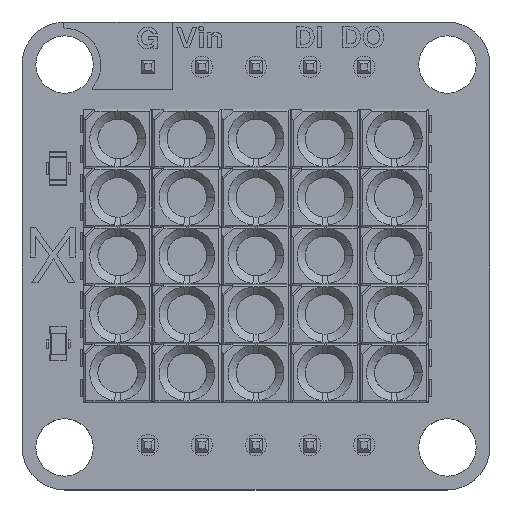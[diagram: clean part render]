
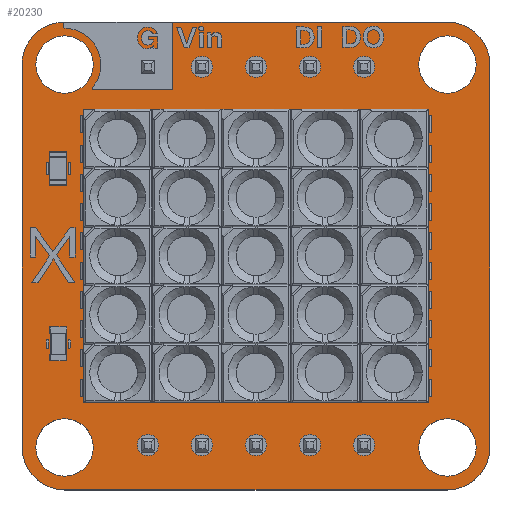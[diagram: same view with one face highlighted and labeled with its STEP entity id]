
A CAD part, top view. The second image highlights one B-rep face of the part: STEP entity #20230.
In plain terms, the highlighted planar face has unit normal (0, 0, 1).
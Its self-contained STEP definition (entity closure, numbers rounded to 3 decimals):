
#19927 = VERTEX_POINT('',#19928);
#19928 = CARTESIAN_POINT('',(9.,11.,1.51));
#19934 = EDGE_CURVE('',#19927,#19935,#19937,.T.);
#19935 = VERTEX_POINT('',#19936);
#19936 = CARTESIAN_POINT('',(11.,9.,1.51));
#19937 = CIRCLE('',#19938,2.);
#19938 = AXIS2_PLACEMENT_3D('',#19939,#19940,#19941);
#19939 = CARTESIAN_POINT('',(9.,9.,1.51));
#19940 = DIRECTION('',(0.,0.,-1.));
#19941 = DIRECTION('',(0.,1.,0.));
#19969 = VERTEX_POINT('',#19970);
#19970 = CARTESIAN_POINT('',(-8.991,11.,1.51));
#19976 = EDGE_CURVE('',#19969,#19927,#19977,.T.);
#19977 = LINE('',#19978,#19979);
#19978 = CARTESIAN_POINT('',(-8.991,11.,1.51));
#19979 = VECTOR('',#19980,1.);
#19980 = DIRECTION('',(1.,0.,0.));
#19998 = EDGE_CURVE('',#19935,#19999,#20001,.T.);
#19999 = VERTEX_POINT('',#20000);
#20000 = CARTESIAN_POINT('',(11.,-9.,1.51));
#20001 = LINE('',#20002,#20003);
#20002 = CARTESIAN_POINT('',(11.,9.,1.51));
#20003 = VECTOR('',#20004,1.);
#20004 = DIRECTION('',(0.,-1.,0.));
#20230 = ADVANCED_FACE('',(#20231,#20277,#20288,#20299,#20310,#20321,
    #20332,#20343,#20354,#20365,#20376,#20387,#20398,#20409,#20420),
  #20431,.T.);
#20231 = FACE_BOUND('',#20232,.T.);
#20232 = EDGE_LOOP('',(#20233,#20234,#20235,#20244,#20252,#20261,#20269,
    #20276));
#20233 = ORIENTED_EDGE('',*,*,#19934,.F.);
#20234 = ORIENTED_EDGE('',*,*,#19976,.F.);
#20235 = ORIENTED_EDGE('',*,*,#20236,.F.);
#20236 = EDGE_CURVE('',#20237,#19969,#20239,.T.);
#20237 = VERTEX_POINT('',#20238);
#20238 = CARTESIAN_POINT('',(-11.,9.,1.51));
#20239 = CIRCLE('',#20240,2.);
#20240 = AXIS2_PLACEMENT_3D('',#20241,#20242,#20243);
#20241 = CARTESIAN_POINT('',(-9.,9.,1.51));
#20242 = DIRECTION('',(0.,0.,-1.));
#20243 = DIRECTION('',(-1.,0.,-0.));
#20244 = ORIENTED_EDGE('',*,*,#20245,.F.);
#20245 = EDGE_CURVE('',#20246,#20237,#20248,.T.);
#20246 = VERTEX_POINT('',#20247);
#20247 = CARTESIAN_POINT('',(-11.,-9.,1.51));
#20248 = LINE('',#20249,#20250);
#20249 = CARTESIAN_POINT('',(-11.,-9.,1.51));
#20250 = VECTOR('',#20251,1.);
#20251 = DIRECTION('',(0.,1.,0.));
#20252 = ORIENTED_EDGE('',*,*,#20253,.F.);
#20253 = EDGE_CURVE('',#20254,#20246,#20256,.T.);
#20254 = VERTEX_POINT('',#20255);
#20255 = CARTESIAN_POINT('',(-9.,-11.,1.51));
#20256 = CIRCLE('',#20257,2.);
#20257 = AXIS2_PLACEMENT_3D('',#20258,#20259,#20260);
#20258 = CARTESIAN_POINT('',(-9.,-9.,1.51));
#20259 = DIRECTION('',(0.,0.,-1.));
#20260 = DIRECTION('',(0.,-1.,0.));
#20261 = ORIENTED_EDGE('',*,*,#20262,.F.);
#20262 = EDGE_CURVE('',#20263,#20254,#20265,.T.);
#20263 = VERTEX_POINT('',#20264);
#20264 = CARTESIAN_POINT('',(9.,-11.,1.51));
#20265 = LINE('',#20266,#20267);
#20266 = CARTESIAN_POINT('',(9.,-11.,1.51));
#20267 = VECTOR('',#20268,1.);
#20268 = DIRECTION('',(-1.,0.,0.));
#20269 = ORIENTED_EDGE('',*,*,#20270,.F.);
#20270 = EDGE_CURVE('',#19999,#20263,#20271,.T.);
#20271 = CIRCLE('',#20272,2.);
#20272 = AXIS2_PLACEMENT_3D('',#20273,#20274,#20275);
#20273 = CARTESIAN_POINT('',(9.,-9.,1.51));
#20274 = DIRECTION('',(0.,0.,-1.));
#20275 = DIRECTION('',(1.,0.,0.));
#20276 = ORIENTED_EDGE('',*,*,#19998,.F.);
#20277 = FACE_BOUND('',#20278,.T.);
#20278 = EDGE_LOOP('',(#20279));
#20279 = ORIENTED_EDGE('',*,*,#20280,.T.);
#20280 = EDGE_CURVE('',#20281,#20281,#20283,.T.);
#20281 = VERTEX_POINT('',#20282);
#20282 = CARTESIAN_POINT('',(-9.,-10.35,1.51));
#20283 = CIRCLE('',#20284,1.35);
#20284 = AXIS2_PLACEMENT_3D('',#20285,#20286,#20287);
#20285 = CARTESIAN_POINT('',(-9.,-9.,1.51));
#20286 = DIRECTION('',(-0.,0.,-1.));
#20287 = DIRECTION('',(-0.,-1.,0.));
#20288 = FACE_BOUND('',#20289,.T.);
#20289 = EDGE_LOOP('',(#20290));
#20290 = ORIENTED_EDGE('',*,*,#20291,.T.);
#20291 = EDGE_CURVE('',#20292,#20292,#20294,.T.);
#20292 = VERTEX_POINT('',#20293);
#20293 = CARTESIAN_POINT('',(-5.08,-9.39,1.51));
#20294 = CIRCLE('',#20295,0.5);
#20295 = AXIS2_PLACEMENT_3D('',#20296,#20297,#20298);
#20296 = CARTESIAN_POINT('',(-5.08,-8.89,1.51));
#20297 = DIRECTION('',(-0.,0.,-1.));
#20298 = DIRECTION('',(-0.,-1.,0.));
#20299 = FACE_BOUND('',#20300,.T.);
#20300 = EDGE_LOOP('',(#20301));
#20301 = ORIENTED_EDGE('',*,*,#20302,.T.);
#20302 = EDGE_CURVE('',#20303,#20303,#20305,.T.);
#20303 = VERTEX_POINT('',#20304);
#20304 = CARTESIAN_POINT('',(-2.54,-9.39,1.51));
#20305 = CIRCLE('',#20306,0.5);
#20306 = AXIS2_PLACEMENT_3D('',#20307,#20308,#20309);
#20307 = CARTESIAN_POINT('',(-2.54,-8.89,1.51));
#20308 = DIRECTION('',(-0.,0.,-1.));
#20309 = DIRECTION('',(-0.,-1.,0.));
#20310 = FACE_BOUND('',#20311,.T.);
#20311 = EDGE_LOOP('',(#20312));
#20312 = ORIENTED_EDGE('',*,*,#20313,.T.);
#20313 = EDGE_CURVE('',#20314,#20314,#20316,.T.);
#20314 = VERTEX_POINT('',#20315);
#20315 = CARTESIAN_POINT('',(0.,-9.39,1.51));
#20316 = CIRCLE('',#20317,0.5);
#20317 = AXIS2_PLACEMENT_3D('',#20318,#20319,#20320);
#20318 = CARTESIAN_POINT('',(0.,-8.89,1.51));
#20319 = DIRECTION('',(-0.,0.,-1.));
#20320 = DIRECTION('',(0.,-1.,-0.));
#20321 = FACE_BOUND('',#20322,.T.);
#20322 = EDGE_LOOP('',(#20323));
#20323 = ORIENTED_EDGE('',*,*,#20324,.T.);
#20324 = EDGE_CURVE('',#20325,#20325,#20327,.T.);
#20325 = VERTEX_POINT('',#20326);
#20326 = CARTESIAN_POINT('',(2.54,-9.39,1.51));
#20327 = CIRCLE('',#20328,0.5);
#20328 = AXIS2_PLACEMENT_3D('',#20329,#20330,#20331);
#20329 = CARTESIAN_POINT('',(2.54,-8.89,1.51));
#20330 = DIRECTION('',(-0.,0.,-1.));
#20331 = DIRECTION('',(-0.,-1.,0.));
#20332 = FACE_BOUND('',#20333,.T.);
#20333 = EDGE_LOOP('',(#20334));
#20334 = ORIENTED_EDGE('',*,*,#20335,.T.);
#20335 = EDGE_CURVE('',#20336,#20336,#20338,.T.);
#20336 = VERTEX_POINT('',#20337);
#20337 = CARTESIAN_POINT('',(5.08,-9.39,1.51));
#20338 = CIRCLE('',#20339,0.5);
#20339 = AXIS2_PLACEMENT_3D('',#20340,#20341,#20342);
#20340 = CARTESIAN_POINT('',(5.08,-8.89,1.51));
#20341 = DIRECTION('',(-0.,0.,-1.));
#20342 = DIRECTION('',(-0.,-1.,0.));
#20343 = FACE_BOUND('',#20344,.T.);
#20344 = EDGE_LOOP('',(#20345));
#20345 = ORIENTED_EDGE('',*,*,#20346,.T.);
#20346 = EDGE_CURVE('',#20347,#20347,#20349,.T.);
#20347 = VERTEX_POINT('',#20348);
#20348 = CARTESIAN_POINT('',(9.,-10.35,1.51));
#20349 = CIRCLE('',#20350,1.35);
#20350 = AXIS2_PLACEMENT_3D('',#20351,#20352,#20353);
#20351 = CARTESIAN_POINT('',(9.,-9.,1.51));
#20352 = DIRECTION('',(-0.,0.,-1.));
#20353 = DIRECTION('',(-0.,-1.,0.));
#20354 = FACE_BOUND('',#20355,.T.);
#20355 = EDGE_LOOP('',(#20356));
#20356 = ORIENTED_EDGE('',*,*,#20357,.T.);
#20357 = EDGE_CURVE('',#20358,#20358,#20360,.T.);
#20358 = VERTEX_POINT('',#20359);
#20359 = CARTESIAN_POINT('',(-9.,7.65,1.51));
#20360 = CIRCLE('',#20361,1.35);
#20361 = AXIS2_PLACEMENT_3D('',#20362,#20363,#20364);
#20362 = CARTESIAN_POINT('',(-9.,9.,1.51));
#20363 = DIRECTION('',(-0.,0.,-1.));
#20364 = DIRECTION('',(-0.,-1.,0.));
#20365 = FACE_BOUND('',#20366,.T.);
#20366 = EDGE_LOOP('',(#20367));
#20367 = ORIENTED_EDGE('',*,*,#20368,.T.);
#20368 = EDGE_CURVE('',#20369,#20369,#20371,.T.);
#20369 = VERTEX_POINT('',#20370);
#20370 = CARTESIAN_POINT('',(-5.08,8.39,1.51));
#20371 = CIRCLE('',#20372,0.5);
#20372 = AXIS2_PLACEMENT_3D('',#20373,#20374,#20375);
#20373 = CARTESIAN_POINT('',(-5.08,8.89,1.51));
#20374 = DIRECTION('',(-0.,0.,-1.));
#20375 = DIRECTION('',(-0.,-1.,0.));
#20376 = FACE_BOUND('',#20377,.T.);
#20377 = EDGE_LOOP('',(#20378));
#20378 = ORIENTED_EDGE('',*,*,#20379,.T.);
#20379 = EDGE_CURVE('',#20380,#20380,#20382,.T.);
#20380 = VERTEX_POINT('',#20381);
#20381 = CARTESIAN_POINT('',(-2.54,8.39,1.51));
#20382 = CIRCLE('',#20383,0.5);
#20383 = AXIS2_PLACEMENT_3D('',#20384,#20385,#20386);
#20384 = CARTESIAN_POINT('',(-2.54,8.89,1.51));
#20385 = DIRECTION('',(-0.,0.,-1.));
#20386 = DIRECTION('',(-0.,-1.,0.));
#20387 = FACE_BOUND('',#20388,.T.);
#20388 = EDGE_LOOP('',(#20389));
#20389 = ORIENTED_EDGE('',*,*,#20390,.T.);
#20390 = EDGE_CURVE('',#20391,#20391,#20393,.T.);
#20391 = VERTEX_POINT('',#20392);
#20392 = CARTESIAN_POINT('',(0.,8.39,1.51));
#20393 = CIRCLE('',#20394,0.5);
#20394 = AXIS2_PLACEMENT_3D('',#20395,#20396,#20397);
#20395 = CARTESIAN_POINT('',(0.,8.89,1.51));
#20396 = DIRECTION('',(-0.,0.,-1.));
#20397 = DIRECTION('',(0.,-1.,-0.));
#20398 = FACE_BOUND('',#20399,.T.);
#20399 = EDGE_LOOP('',(#20400));
#20400 = ORIENTED_EDGE('',*,*,#20401,.T.);
#20401 = EDGE_CURVE('',#20402,#20402,#20404,.T.);
#20402 = VERTEX_POINT('',#20403);
#20403 = CARTESIAN_POINT('',(2.54,8.39,1.51));
#20404 = CIRCLE('',#20405,0.5);
#20405 = AXIS2_PLACEMENT_3D('',#20406,#20407,#20408);
#20406 = CARTESIAN_POINT('',(2.54,8.89,1.51));
#20407 = DIRECTION('',(-0.,0.,-1.));
#20408 = DIRECTION('',(-0.,-1.,0.));
#20409 = FACE_BOUND('',#20410,.T.);
#20410 = EDGE_LOOP('',(#20411));
#20411 = ORIENTED_EDGE('',*,*,#20412,.T.);
#20412 = EDGE_CURVE('',#20413,#20413,#20415,.T.);
#20413 = VERTEX_POINT('',#20414);
#20414 = CARTESIAN_POINT('',(5.08,8.39,1.51));
#20415 = CIRCLE('',#20416,0.5);
#20416 = AXIS2_PLACEMENT_3D('',#20417,#20418,#20419);
#20417 = CARTESIAN_POINT('',(5.08,8.89,1.51));
#20418 = DIRECTION('',(-0.,0.,-1.));
#20419 = DIRECTION('',(-0.,-1.,0.));
#20420 = FACE_BOUND('',#20421,.T.);
#20421 = EDGE_LOOP('',(#20422));
#20422 = ORIENTED_EDGE('',*,*,#20423,.T.);
#20423 = EDGE_CURVE('',#20424,#20424,#20426,.T.);
#20424 = VERTEX_POINT('',#20425);
#20425 = CARTESIAN_POINT('',(9.,7.65,1.51));
#20426 = CIRCLE('',#20427,1.35);
#20427 = AXIS2_PLACEMENT_3D('',#20428,#20429,#20430);
#20428 = CARTESIAN_POINT('',(9.,9.,1.51));
#20429 = DIRECTION('',(-0.,0.,-1.));
#20430 = DIRECTION('',(-0.,-1.,0.));
#20431 = PLANE('',#20432);
#20432 = AXIS2_PLACEMENT_3D('',#20433,#20434,#20435);
#20433 = CARTESIAN_POINT('',(0.,0.,1.51));
#20434 = DIRECTION('',(0.,0.,1.));
#20435 = DIRECTION('',(1.,0.,-0.));
